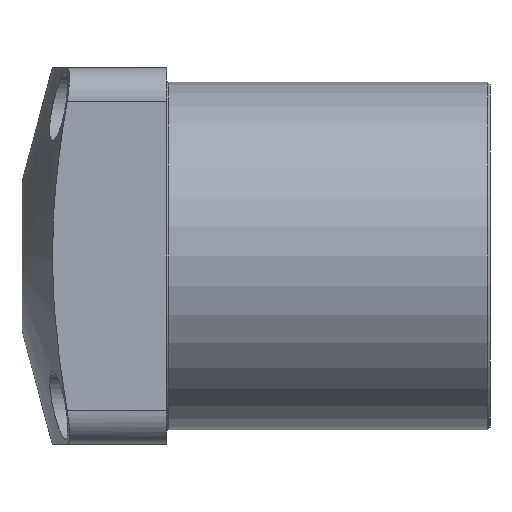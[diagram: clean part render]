
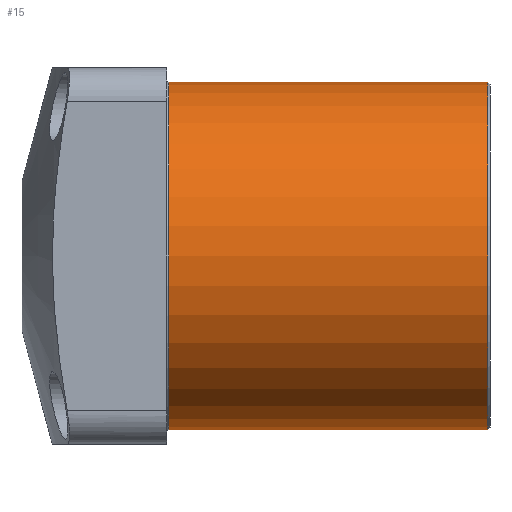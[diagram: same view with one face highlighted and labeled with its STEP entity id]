
A CAD part, left-side view. The second image highlights one B-rep face of the part: STEP entity #15.
In plain terms, the highlighted cylindrical face has radius 36 mm (diameter 72 mm), a partial arc.
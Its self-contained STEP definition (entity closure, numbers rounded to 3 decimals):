
#1 = ORIENTED_EDGE ( 'NONE', *, *, #1321, .T. ) ;
#3 = ORIENTED_EDGE ( 'NONE', *, *, #1328, .F. ) ;
#6 = ORIENTED_EDGE ( 'NONE', *, *, #9, .T. ) ;
#9 = EDGE_CURVE ( 'NONE', #225, #228, #784, .T. ) ;
#15 = ADVANCED_FACE ( 'NONE', ( #774 ), #773, .T. ) ;
#16 = EDGE_LOOP ( 'NONE', ( #3, #6, #1, #82 ) ) ;
#82 = ORIENTED_EDGE ( 'NONE', *, *, #213, .T. ) ;
#211 = VERTEX_POINT ( 'NONE', #1122 ) ;
#213 = EDGE_CURVE ( 'NONE', #214, #211, #1121, .T. ) ;
#214 = VERTEX_POINT ( 'NONE', #1116 ) ;
#225 = VERTEX_POINT ( 'NONE', #1144 ) ;
#228 = VERTEX_POINT ( 'NONE', #1138 ) ;
#768 = DIRECTION ( 'NONE',  ( 0., 0., 1. ) ) ;
#769 = DIRECTION ( 'NONE',  ( 0., 1., 0. ) ) ;
#770 = CARTESIAN_POINT ( 'NONE',  ( 0., -67., 0. ) ) ;
#771 = AXIS2_PLACEMENT_3D ( 'NONE', #770, #769, #768 ) ;
#773 = CYLINDRICAL_SURFACE ( 'NONE', #771, 36. ) ;
#774 = FACE_OUTER_BOUND ( 'NONE', #16, .T. ) ;
#780 = DIRECTION ( 'NONE',  ( 0., 0., 1. ) ) ;
#781 = DIRECTION ( 'NONE',  ( 0., 1., 0. ) ) ;
#782 = CARTESIAN_POINT ( 'NONE',  ( 0., -66.5, 0. ) ) ;
#783 = AXIS2_PLACEMENT_3D ( 'NONE', #782, #781, #780 ) ;
#784 = CIRCLE ( 'NONE', #783, 36. ) ;
#1116 = CARTESIAN_POINT ( 'NONE',  ( 0., -0.4, 36. ) ) ;
#1117 = DIRECTION ( 'NONE',  ( 0., 0., 1. ) ) ;
#1118 = DIRECTION ( 'NONE',  ( 0., -1., 0. ) ) ;
#1119 = CARTESIAN_POINT ( 'NONE',  ( 0., -0.4, 0. ) ) ;
#1120 = AXIS2_PLACEMENT_3D ( 'NONE', #1119, #1118, #1117 ) ;
#1121 = CIRCLE ( 'NONE', #1120, 36. ) ;
#1122 = CARTESIAN_POINT ( 'NONE',  ( 0., -0.4, -36. ) ) ;
#1138 = CARTESIAN_POINT ( 'NONE',  ( 0., -66.5, 36. ) ) ;
#1144 = CARTESIAN_POINT ( 'NONE',  ( 0., -66.5, -36. ) ) ;
#1321 = EDGE_CURVE ( 'NONE', #228, #214, #2799, .T. ) ;
#1328 = EDGE_CURVE ( 'NONE', #225, #211, #2849, .T. ) ;
#2796 = DIRECTION ( 'NONE',  ( 0., 1., 0. ) ) ;
#2797 = VECTOR ( 'NONE', #2796, 1000. ) ;
#2798 = CARTESIAN_POINT ( 'NONE',  ( 0., -67., 36. ) ) ;
#2799 = LINE ( 'NONE', #2798, #2797 ) ;
#2846 = DIRECTION ( 'NONE',  ( 0., 1., 0. ) ) ;
#2847 = VECTOR ( 'NONE', #2846, 1000. ) ;
#2848 = CARTESIAN_POINT ( 'NONE',  ( 0., -67., -36. ) ) ;
#2849 = LINE ( 'NONE', #2848, #2847 ) ;
